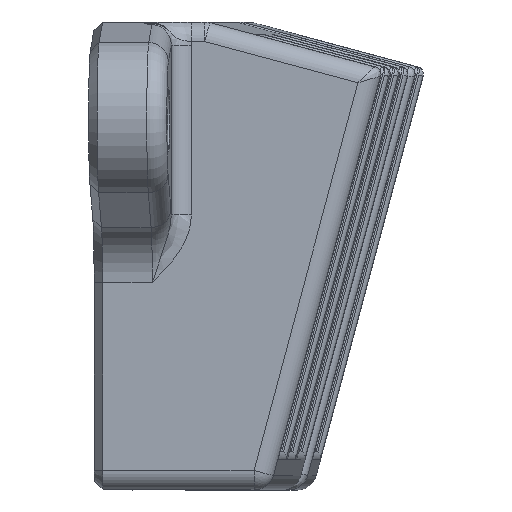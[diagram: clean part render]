
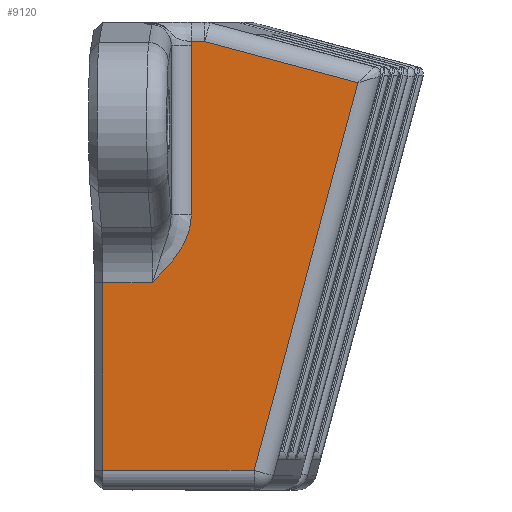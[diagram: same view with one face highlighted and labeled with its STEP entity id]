
A CAD part, front view. The second image highlights one B-rep face of the part: STEP entity #9120.
In plain terms, the highlighted face is planar.
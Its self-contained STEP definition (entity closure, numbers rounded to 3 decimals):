
#205=PLANE('',#10097);
#603=B_SPLINE_CURVE_WITH_KNOTS('',3,(#21080,#21081,#21082,#21083,#21084,
#21085,#21086,#21087,#21088,#21089,#21090,#21091,#21092,#21093,#21094),
 .UNSPECIFIED.,.F.,.F.,(4,2,2,2,2,3,4),(0.,0.001,0.002,
0.002,0.003,0.003,0.004),
 .UNSPECIFIED.);
#1022=LINE('',#21072,#1467);
#1023=LINE('',#21074,#1468);
#1024=LINE('',#21078,#1469);
#1025=LINE('',#21096,#1470);
#1026=LINE('',#21098,#1471);
#1027=LINE('',#21100,#1472);
#1028=LINE('',#21101,#1473);
#1467=VECTOR('',#12377,1000.);
#1468=VECTOR('',#12378,1000.);
#1469=VECTOR('',#12381,1000.);
#1470=VECTOR('',#12382,1000.);
#1471=VECTOR('',#12383,1000.);
#1472=VECTOR('',#12384,1000.);
#1473=VECTOR('',#12385,1000.);
#2195=FACE_OUTER_BOUND('',#2783,.T.);
#2783=EDGE_LOOP('',(#7994,#7995,#7996,#7997,#7998,#7999,#8000,#8001,#8002));
#3049=ELLIPSE('',#10098,2.029,2.);
#4307=VERTEX_POINT('',#21070);
#4308=VERTEX_POINT('',#21071);
#4309=VERTEX_POINT('',#21073);
#4310=VERTEX_POINT('',#21075);
#4311=VERTEX_POINT('',#21077);
#4312=VERTEX_POINT('',#21079);
#4313=VERTEX_POINT('',#21095);
#4314=VERTEX_POINT('',#21097);
#4315=VERTEX_POINT('',#21099);
#5570=EDGE_CURVE('',#4307,#4308,#1022,.T.);
#5571=EDGE_CURVE('',#4308,#4309,#1023,.F.);
#5572=EDGE_CURVE('',#4309,#4310,#3049,.T.);
#5573=EDGE_CURVE('',#4310,#4311,#1024,.T.);
#5574=EDGE_CURVE('',#4311,#4312,#603,.T.);
#5575=EDGE_CURVE('',#4312,#4313,#1025,.T.);
#5576=EDGE_CURVE('',#4313,#4314,#1026,.T.);
#5577=EDGE_CURVE('',#4314,#4315,#1027,.F.);
#5578=EDGE_CURVE('',#4315,#4307,#1028,.T.);
#7994=ORIENTED_EDGE('',*,*,#5570,.T.);
#7995=ORIENTED_EDGE('',*,*,#5571,.T.);
#7996=ORIENTED_EDGE('',*,*,#5572,.T.);
#7997=ORIENTED_EDGE('',*,*,#5573,.T.);
#7998=ORIENTED_EDGE('',*,*,#5574,.T.);
#7999=ORIENTED_EDGE('',*,*,#5575,.T.);
#8000=ORIENTED_EDGE('',*,*,#5576,.T.);
#8001=ORIENTED_EDGE('',*,*,#5577,.T.);
#8002=ORIENTED_EDGE('',*,*,#5578,.T.);
#9120=ADVANCED_FACE('',(#2195),#205,.F.);
#10097=AXIS2_PLACEMENT_3D('',#21069,#12375,#12376);
#10098=AXIS2_PLACEMENT_3D('',#21076,#12379,#12380);
#12375=DIRECTION('center_axis',(0.,-1.,0.));
#12376=DIRECTION('ref_axis',(1.,0.,0.));
#12377=DIRECTION('',(0.259,0.,-0.966));
#12378=DIRECTION('',(0.,0.,1.));
#12379=DIRECTION('center_axis',(0.,-1.,0.));
#12380=DIRECTION('ref_axis',(1.,0.,0.));
#12381=DIRECTION('',(-1.,0.,0.));
#12382=DIRECTION('',(0.,0.,-1.));
#12383=DIRECTION('',(-1.,0.,0.));
#12384=DIRECTION('',(0.,0.,-1.));
#12385=DIRECTION('',(0.966,0.,0.259));
#21069=CARTESIAN_POINT('Origin',(8.089,8.5,6.209));
#21070=CARTESIAN_POINT('',(16.979,8.5,11.55));
#21071=CARTESIAN_POINT('',(19.088,8.5,3.68));
#21072=CARTESIAN_POINT('',(19.122,8.5,3.553));
#21073=CARTESIAN_POINT('',(19.088,8.5,2.992));
#21074=CARTESIAN_POINT('',(19.088,8.5,1.88));
#21075=CARTESIAN_POINT('',(18.902,8.5,3.));
#21076=CARTESIAN_POINT('Origin',(18.902,8.5,1.));
#21077=CARTESIAN_POINT('',(10.193,8.5,3.));
#21078=CARTESIAN_POINT('',(8.089,8.5,3.));
#21079=CARTESIAN_POINT('',(6.729,8.5,1.));
#21080=CARTESIAN_POINT('Ctrl Pts',(10.193,8.5,3.));
#21081=CARTESIAN_POINT('Ctrl Pts',(9.916,8.5,3.));
#21082=CARTESIAN_POINT('Ctrl Pts',(9.647,8.5,2.958));
#21083=CARTESIAN_POINT('Ctrl Pts',(9.113,8.5,2.804));
#21084=CARTESIAN_POINT('Ctrl Pts',(8.85,8.5,2.69));
#21085=CARTESIAN_POINT('Ctrl Pts',(8.489,8.5,2.49));
#21086=CARTESIAN_POINT('Ctrl Pts',(8.38,8.5,2.424));
#21087=CARTESIAN_POINT('Ctrl Pts',(8.056,8.5,2.209));
#21088=CARTESIAN_POINT('Ctrl Pts',(7.85,8.5,2.048));
#21089=CARTESIAN_POINT('Ctrl Pts',(7.59,8.5,1.824));
#21090=CARTESIAN_POINT('Ctrl Pts',(7.528,8.5,1.77));
#21091=CARTESIAN_POINT('Ctrl Pts',(7.468,8.5,1.715));
#21092=CARTESIAN_POINT('Ctrl Pts',(7.213,8.5,1.485));
#21093=CARTESIAN_POINT('Ctrl Pts',(6.97,8.5,1.241));
#21094=CARTESIAN_POINT('Ctrl Pts',(6.729,8.5,1.));
#21095=CARTESIAN_POINT('',(6.729,8.5,-1.55));
#21096=CARTESIAN_POINT('',(6.729,8.5,-2.));
#21097=CARTESIAN_POINT('',(-2.91,8.5,-1.55));
#21098=CARTESIAN_POINT('',(8.089,8.5,-1.55));
#21099=CARTESIAN_POINT('',(-2.91,8.5,6.221));
#21100=CARTESIAN_POINT('',(-2.91,8.5,6.209));
#21101=CARTESIAN_POINT('',(17.559,8.5,11.706));
